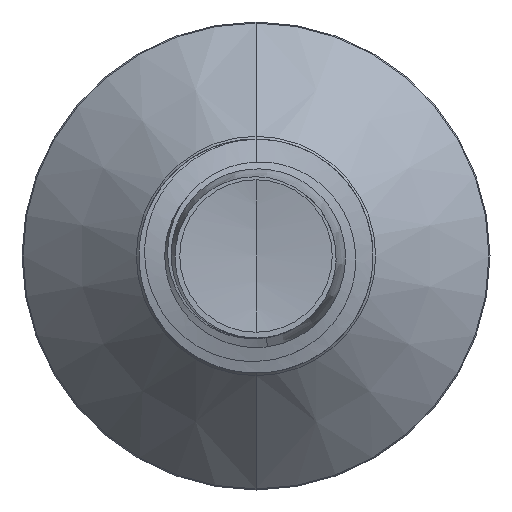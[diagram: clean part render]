
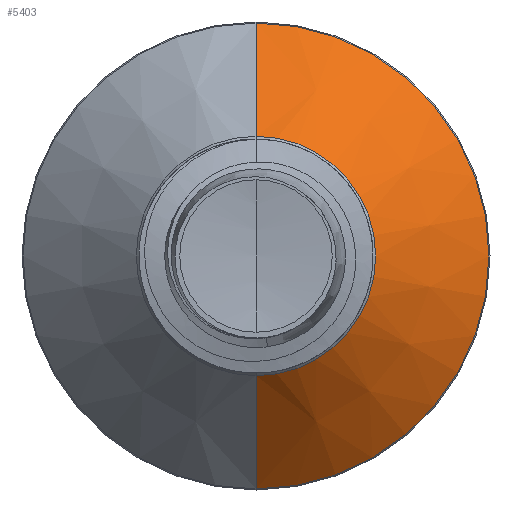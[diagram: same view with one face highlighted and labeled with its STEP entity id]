
A CAD part, front view. The second image highlights one B-rep face of the part: STEP entity #5403.
In plain terms, the highlighted conical face has half-angle 45 degrees and reference radius 2.302 mm.
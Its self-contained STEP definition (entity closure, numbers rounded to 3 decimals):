
#100 = EDGE_CURVE ( 'NONE', #2118, #350, #6488, .T. ) ;
#214 = CARTESIAN_POINT ( 'NONE',  ( 0., 8.28, -4.48 ) ) ;
#350 = VERTEX_POINT ( 'NONE', #8123 ) ;
#351 = AXIS2_PLACEMENT_3D ( 'NONE', #6576, #16031, #7900 ) ;
#656 = CARTESIAN_POINT ( 'NONE',  ( 0., 6.102, 0. ) ) ;
#815 = ORIENTED_EDGE ( 'NONE', *, *, #100, .T. ) ;
#1887 = ORIENTED_EDGE ( 'NONE', *, *, #12140, .T. ) ;
#2118 = VERTEX_POINT ( 'NONE', #8135 ) ;
#2573 = ORIENTED_EDGE ( 'NONE', *, *, #15115, .F. ) ;
#3830 = DIRECTION ( 'NONE',  ( 0., 1., 0. ) ) ;
#4607 = VERTEX_POINT ( 'NONE', #8693 ) ;
#5359 = DIRECTION ( 'NONE',  ( 0., 0.707, 0.707 ) ) ;
#5403 = ADVANCED_FACE ( 'NONE', ( #14713 ), #10180, .T. ) ;
#6488 = CIRCLE ( 'NONE', #351, 2.302 ) ;
#6502 = ORIENTED_EDGE ( 'NONE', *, *, #8920, .F. ) ;
#6576 = CARTESIAN_POINT ( 'NONE',  ( 0., 6.102, 0. ) ) ;
#7286 = AXIS2_PLACEMENT_3D ( 'NONE', #12014, #3830, #13422 ) ;
#7811 = VECTOR ( 'NONE', #5359, 1000. ) ;
#7850 = DIRECTION ( 'NONE',  ( 0., 0., 1. ) ) ;
#7900 = DIRECTION ( 'NONE',  ( 0., 0., 1. ) ) ;
#8123 = CARTESIAN_POINT ( 'NONE',  ( 0., 6.102, -2.302 ) ) ;
#8135 = CARTESIAN_POINT ( 'NONE',  ( 0., 6.102, 2.302 ) ) ;
#8693 = CARTESIAN_POINT ( 'NONE',  ( 0., 8.28, 4.48 ) ) ;
#8920 = EDGE_CURVE ( 'NONE', #4607, #13642, #10360, .T. ) ;
#10180 = CONICAL_SURFACE ( 'NONE', #13490, 2.302, 0.785 ) ;
#10360 = CIRCLE ( 'NONE', #7286, 4.48 ) ;
#10934 = LINE ( 'NONE', #14910, #7811 ) ;
#11164 = VECTOR ( 'NONE', #15244, 1000. ) ;
#12014 = CARTESIAN_POINT ( 'NONE',  ( 0., 8.28, 0. ) ) ;
#12022 = LINE ( 'NONE', #17929, #11164 ) ;
#12140 = EDGE_CURVE ( 'NONE', #350, #13642, #12022, .T. ) ;
#13422 = DIRECTION ( 'NONE',  ( 0., 0., 1. ) ) ;
#13490 = AXIS2_PLACEMENT_3D ( 'NONE', #656, #15981, #7850 ) ;
#13642 = VERTEX_POINT ( 'NONE', #214 ) ;
#14713 = FACE_OUTER_BOUND ( 'NONE', #15811, .T. ) ;
#14910 = CARTESIAN_POINT ( 'NONE',  ( 0., 6.102, 2.302 ) ) ;
#15115 = EDGE_CURVE ( 'NONE', #2118, #4607, #10934, .T. ) ;
#15244 = DIRECTION ( 'NONE',  ( 0., 0.707, -0.707 ) ) ;
#15811 = EDGE_LOOP ( 'NONE', ( #815, #1887, #6502, #2573 ) ) ;
#15981 = DIRECTION ( 'NONE',  ( 0., 1., 0. ) ) ;
#16031 = DIRECTION ( 'NONE',  ( 0., 1., 0. ) ) ;
#17929 = CARTESIAN_POINT ( 'NONE',  ( 0., 6.102, -2.302 ) ) ;
